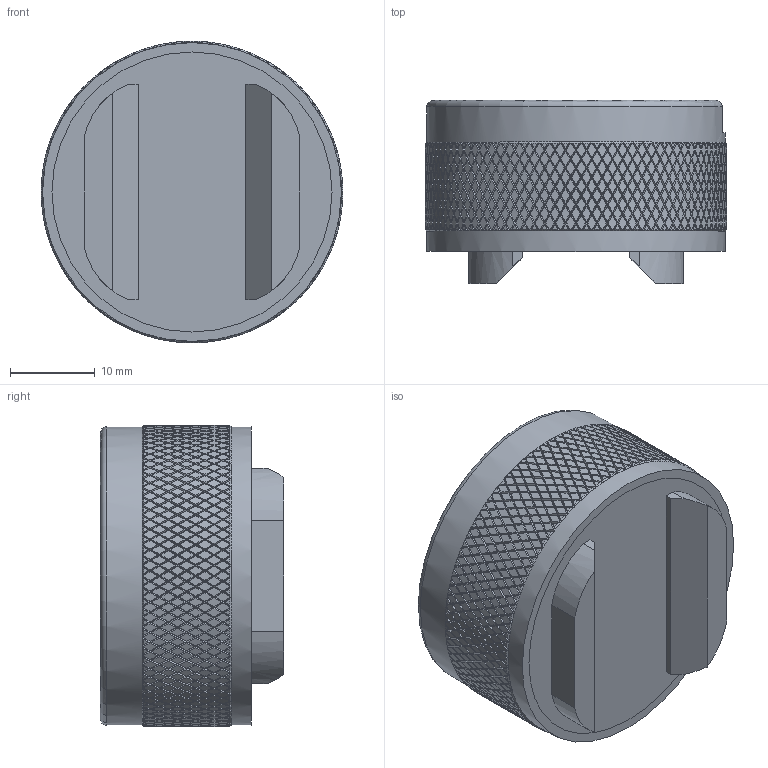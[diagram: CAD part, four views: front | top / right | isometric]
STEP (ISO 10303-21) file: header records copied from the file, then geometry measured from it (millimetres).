
FILE_DESCRIPTION(/* description */ (''),/* implementation_level */ '2;1');
FILE_NAME(/* name */ 'MH114-3T.stp',/* time_stamp */ '2020-08-03T11:17:20-04:00',/* author */ ('lcup'),/* organization */ ('CONNECTION TECHNOLOGY CENTER'),/* preprocessor_version */ 'ST-DEVELOPER v18',/* originating_system */ 'Autodesk Inventor 2020',/* authorisation */ '');
FILE_SCHEMA (('AUTOMOTIVE_DESIGN { 1 0 10303 214 3 1 1 }'));
Products named in the file (1): MH114-3T
Bounding box: 35.56 x 21.59 x 35.56 mm (x, y, z)
Volume: 17721.5 mm3; surface area: 6669.4 mm2
Topology: 2 solids, 7 shells, 5037 faces, 10306 edges, 5285 vertices
Faces by surface type: bspline 3606, cylinder 1031, cone 365, plane 34, torus 1
Full cylindrical faces by diameter (mm): 5.359 x9, 6.35 x11, 33.02 x6, 33.528 x5, 35.242 x2
Entity records: 184079 total; most frequent: CARTESIAN_POINT 105395, ORIENTED_EDGE 20610, EDGE_CURVE 10305, B_SPLINE_CURVE_WITH_KNOTS 9412, VERTEX_POINT 5285, EDGE_LOOP 5052, STYLED_ITEM 5038, FACE_OUTER_BOUND 5037
